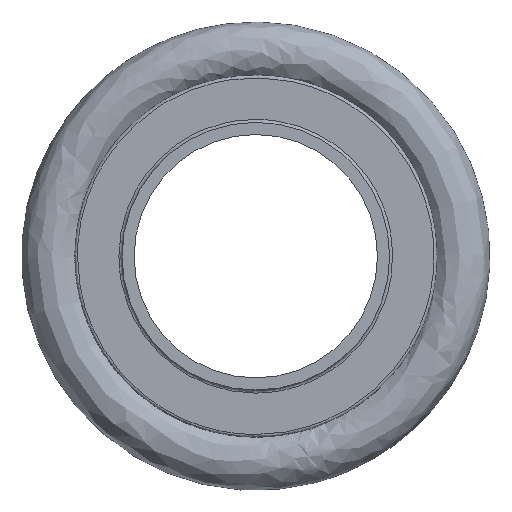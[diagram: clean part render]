
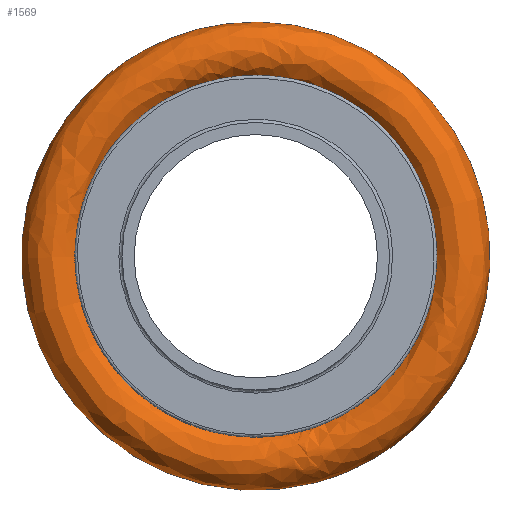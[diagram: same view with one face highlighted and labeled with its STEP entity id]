
A CAD part, left-side view. The second image highlights one B-rep face of the part: STEP entity #1569.
In plain terms, the highlighted free-form (B-spline) face has degree [3, 3] with [7, 7] control points.
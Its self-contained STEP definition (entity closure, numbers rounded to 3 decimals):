
#81 = CARTESIAN_POINT ( 'NONE',  ( 0., 0., -14.25 ) ) ;
#99 = CARTESIAN_POINT ( 'NONE',  ( 5., 0., -19.25 ) ) ;
#118 = CARTESIAN_POINT ( 'NONE',  ( -5., 0., 19.25 ) ) ;
#262 = CARTESIAN_POINT ( 'NONE',  ( -5., 38.5, -19.25 ) ) ;
#296 = CARTESIAN_POINT ( 'NONE',  ( 0., -28.5, -14.25 ) ) ;
#392 =( BOUNDED_SURFACE ( )  B_SPLINE_SURFACE ( 3, 3, ( 
 ( #417, #788, #1896, #1726, #779, #407, #2087 ),
 ( #460, #262, #859, #118, #1037, #1783, #478 ),
 ( #1378, #2322, #1010, #2339, #1573, #2151, #2303 ),
 ( #1226, #1020, #442, #2313, #1410, #296, #81 ),
 ( #1762, #1954, #1205, #1945, #651, #849, #2112 ),
 ( #2140, #1597, #1418, #1773, #1605, #623, #99 ),
 ( #470, #1752, #1197, #1029, #2330, #1399, #1217 ) ),
 .UNSPECIFIED., .T., .T., .F. ) 
 B_SPLINE_SURFACE_WITH_KNOTS ( ( 4, 3, 4 ),
 ( 4, 3, 4 ),
 ( 0., 0.5, 1. ),
 ( 0., 0.5, 1. ),
 .UNSPECIFIED. ) 
 GEOMETRIC_REPRESENTATION_ITEM ( )  RATIONAL_B_SPLINE_SURFACE ( (
 ( 1., 0.333, 0.333, 1., 0.333, 0.333, 1.),
 ( 0.333, 0.111, 0.111, 0.333, 0.111, 0.111, 0.333),
 ( 0.333, 0.111, 0.111, 0.333, 0.111, 0.111, 0.333),
 ( 1., 0.333, 0.333, 1., 0.333, 0.333, 1.),
 ( 0.333, 0.111, 0.111, 0.333, 0.111, 0.111, 0.333),
 ( 0.333, 0.111, 0.111, 0.333, 0.111, 0.111, 0.333),
 ( 1., 0.333, 0.333, 1., 0.333, 0.333, 1.) ) ) 
 REPRESENTATION_ITEM ( '' )  SURFACE ( )  );
#407 = CARTESIAN_POINT ( 'NONE',  ( 0., -38.5, -19.25 ) ) ;
#417 = CARTESIAN_POINT ( 'NONE',  ( 0., 0., -19.25 ) ) ;
#442 = CARTESIAN_POINT ( 'NONE',  ( 0., 28.5, 14.25 ) ) ;
#460 = CARTESIAN_POINT ( 'NONE',  ( -5., 0., -19.25 ) ) ;
#470 = CARTESIAN_POINT ( 'NONE',  ( 0., 0., -19.25 ) ) ;
#478 = CARTESIAN_POINT ( 'NONE',  ( -5., 0., -19.25 ) ) ;
#623 = CARTESIAN_POINT ( 'NONE',  ( 5., -38.5, -19.25 ) ) ;
#651 = CARTESIAN_POINT ( 'NONE',  ( 5., -28.5, 14.25 ) ) ;
#779 = CARTESIAN_POINT ( 'NONE',  ( 0., -38.5, 19.25 ) ) ;
#788 = CARTESIAN_POINT ( 'NONE',  ( 0., 38.5, -19.25 ) ) ;
#849 = CARTESIAN_POINT ( 'NONE',  ( 5., -28.5, -14.25 ) ) ;
#859 = CARTESIAN_POINT ( 'NONE',  ( -5., 38.5, 19.25 ) ) ;
#1010 = CARTESIAN_POINT ( 'NONE',  ( -5., 28.5, 14.25 ) ) ;
#1020 = CARTESIAN_POINT ( 'NONE',  ( 0., 28.5, -14.25 ) ) ;
#1029 = CARTESIAN_POINT ( 'NONE',  ( 0., 0., 19.25 ) ) ;
#1037 = CARTESIAN_POINT ( 'NONE',  ( -5., -38.5, 19.25 ) ) ;
#1197 = CARTESIAN_POINT ( 'NONE',  ( 0., 38.5, 19.25 ) ) ;
#1205 = CARTESIAN_POINT ( 'NONE',  ( 5., 28.5, 14.25 ) ) ;
#1217 = CARTESIAN_POINT ( 'NONE',  ( 0., 0., -19.25 ) ) ;
#1226 = CARTESIAN_POINT ( 'NONE',  ( 0., 0., -14.25 ) ) ;
#1378 = CARTESIAN_POINT ( 'NONE',  ( -5., 0., -14.25 ) ) ;
#1399 = CARTESIAN_POINT ( 'NONE',  ( 0., -38.5, -19.25 ) ) ;
#1410 = CARTESIAN_POINT ( 'NONE',  ( 0., -28.5, 14.25 ) ) ;
#1418 = CARTESIAN_POINT ( 'NONE',  ( 5., 38.5, 19.25 ) ) ;
#1569 = ADVANCED_FACE ( 'NONE', ( ), #392, .T. ) ;
#1573 = CARTESIAN_POINT ( 'NONE',  ( -5., -28.5, 14.25 ) ) ;
#1597 = CARTESIAN_POINT ( 'NONE',  ( 5., 38.5, -19.25 ) ) ;
#1605 = CARTESIAN_POINT ( 'NONE',  ( 5., -38.5, 19.25 ) ) ;
#1726 = CARTESIAN_POINT ( 'NONE',  ( 0., 0., 19.25 ) ) ;
#1752 = CARTESIAN_POINT ( 'NONE',  ( 0., 38.5, -19.25 ) ) ;
#1762 = CARTESIAN_POINT ( 'NONE',  ( 5., 0., -14.25 ) ) ;
#1773 = CARTESIAN_POINT ( 'NONE',  ( 5., 0., 19.25 ) ) ;
#1783 = CARTESIAN_POINT ( 'NONE',  ( -5., -38.5, -19.25 ) ) ;
#1896 = CARTESIAN_POINT ( 'NONE',  ( 0., 38.5, 19.25 ) ) ;
#1945 = CARTESIAN_POINT ( 'NONE',  ( 5., 0., 14.25 ) ) ;
#1954 = CARTESIAN_POINT ( 'NONE',  ( 5., 28.5, -14.25 ) ) ;
#2087 = CARTESIAN_POINT ( 'NONE',  ( 0., 0., -19.25 ) ) ;
#2112 = CARTESIAN_POINT ( 'NONE',  ( 5., 0., -14.25 ) ) ;
#2140 = CARTESIAN_POINT ( 'NONE',  ( 5., 0., -19.25 ) ) ;
#2151 = CARTESIAN_POINT ( 'NONE',  ( -5., -28.5, -14.25 ) ) ;
#2303 = CARTESIAN_POINT ( 'NONE',  ( -5., 0., -14.25 ) ) ;
#2313 = CARTESIAN_POINT ( 'NONE',  ( 0., 0., 14.25 ) ) ;
#2322 = CARTESIAN_POINT ( 'NONE',  ( -5., 28.5, -14.25 ) ) ;
#2330 = CARTESIAN_POINT ( 'NONE',  ( 0., -38.5, 19.25 ) ) ;
#2339 = CARTESIAN_POINT ( 'NONE',  ( -5., 0., 14.25 ) ) ;
